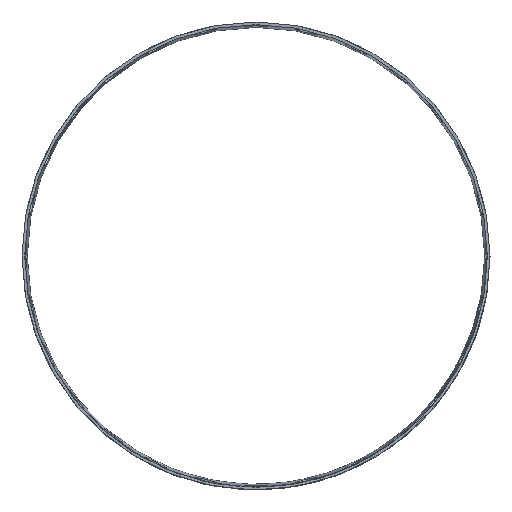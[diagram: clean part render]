
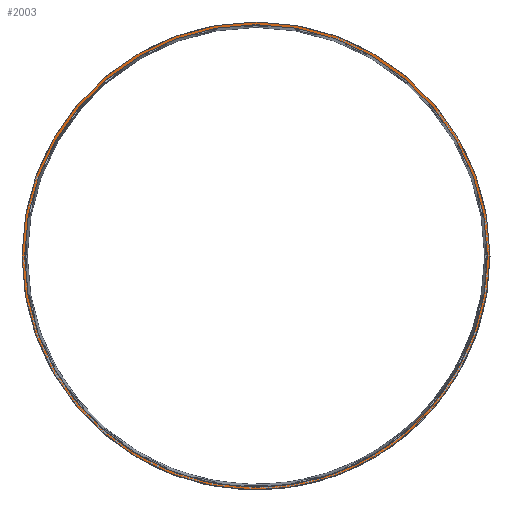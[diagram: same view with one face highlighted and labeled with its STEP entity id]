
A CAD part, top view. The second image highlights one B-rep face of the part: STEP entity #2003.
In plain terms, the highlighted planar face has unit normal (0, 0, 1).
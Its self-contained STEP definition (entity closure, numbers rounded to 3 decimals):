
#193 = ORIENTED_EDGE ( 'NONE', *, *, #9729, .F. ) ;
#868 = CARTESIAN_POINT ( 'NONE',  ( 0., 0., 11.1 ) ) ;
#935 = CARTESIAN_POINT ( 'NONE',  ( 68.235, 0., 11.1 ) ) ;
#2003 = ADVANCED_FACE ( 'NONE', ( #25132, #24809 ), #30289, .T. ) ;
#2424 = EDGE_LOOP ( 'NONE', ( #25558, #193 ) ) ;
#2481 = EDGE_CURVE ( 'NONE', #13056, #12160, #14451, .T. ) ;
#4251 = CARTESIAN_POINT ( 'NONE',  ( -69.038, 0., 11.1 ) ) ;
#5028 = CARTESIAN_POINT ( 'NONE',  ( -68.235, 0., 11.1 ) ) ;
#6433 = AXIS2_PLACEMENT_3D ( 'NONE', #20534, #10945, #22424 ) ;
#6918 = AXIS2_PLACEMENT_3D ( 'NONE', #17173, #19376, #14490 ) ;
#9729 = EDGE_CURVE ( 'NONE', #27824, #21372, #22645, .T. ) ;
#10945 = DIRECTION ( 'NONE',  ( 0., 0., 1. ) ) ;
#12160 = VERTEX_POINT ( 'NONE', #18168 ) ;
#13056 = VERTEX_POINT ( 'NONE', #4251 ) ;
#13299 = AXIS2_PLACEMENT_3D ( 'NONE', #26437, #21234, #28937 ) ;
#14451 = CIRCLE ( 'NONE', #6918, 69.038 ) ;
#14490 = DIRECTION ( 'NONE',  ( -1., 0., 0. ) ) ;
#17173 = CARTESIAN_POINT ( 'NONE',  ( 0., 0., 11.1 ) ) ;
#18168 = CARTESIAN_POINT ( 'NONE',  ( 69.038, 0., 11.1 ) ) ;
#18714 = DIRECTION ( 'NONE',  ( -1., 0., 0. ) ) ;
#19376 = DIRECTION ( 'NONE',  ( 0., 0., -1. ) ) ;
#20124 = AXIS2_PLACEMENT_3D ( 'NONE', #868, #24769, #29475 ) ;
#20534 = CARTESIAN_POINT ( 'NONE',  ( 0., 0., 11.1 ) ) ;
#20832 = CIRCLE ( 'NONE', #13299, 68.235 ) ;
#21234 = DIRECTION ( 'NONE',  ( 0., 0., 1. ) ) ;
#21372 = VERTEX_POINT ( 'NONE', #5028 ) ;
#22424 = DIRECTION ( 'NONE',  ( 1., 0., 0. ) ) ;
#22645 = CIRCLE ( 'NONE', #23678, 68.235 ) ;
#23678 = AXIS2_PLACEMENT_3D ( 'NONE', #28977, #25660, #18714 ) ;
#24455 = EDGE_CURVE ( 'NONE', #21372, #27824, #20832, .T. ) ;
#24635 = ORIENTED_EDGE ( 'NONE', *, *, #26053, .F. ) ;
#24769 = DIRECTION ( 'NONE',  ( 0., 0., -1. ) ) ;
#24809 = FACE_BOUND ( 'NONE', #2424, .T. ) ;
#25132 = FACE_OUTER_BOUND ( 'NONE', #31083, .T. ) ;
#25558 = ORIENTED_EDGE ( 'NONE', *, *, #24455, .F. ) ;
#25660 = DIRECTION ( 'NONE',  ( 0., 0., 1. ) ) ;
#26053 = EDGE_CURVE ( 'NONE', #12160, #13056, #29146, .T. ) ;
#26152 = ORIENTED_EDGE ( 'NONE', *, *, #2481, .F. ) ;
#26437 = CARTESIAN_POINT ( 'NONE',  ( 0., 0., 11.1 ) ) ;
#27824 = VERTEX_POINT ( 'NONE', #935 ) ;
#28937 = DIRECTION ( 'NONE',  ( -1., 0., 0. ) ) ;
#28977 = CARTESIAN_POINT ( 'NONE',  ( 0., 0., 11.1 ) ) ;
#29146 = CIRCLE ( 'NONE', #20124, 69.038 ) ;
#29475 = DIRECTION ( 'NONE',  ( -1., 0., 0. ) ) ;
#30289 = PLANE ( 'NONE',  #6433 ) ;
#31083 = EDGE_LOOP ( 'NONE', ( #26152, #24635 ) ) ;
